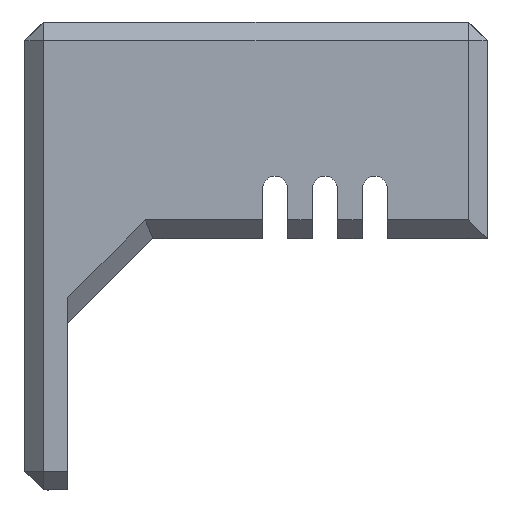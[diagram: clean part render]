
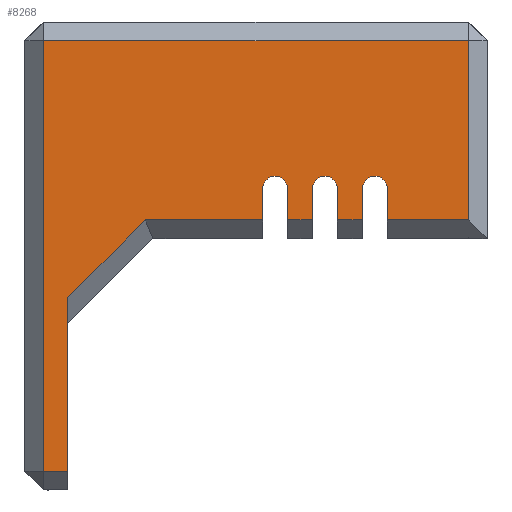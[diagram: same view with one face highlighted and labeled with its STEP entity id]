
A CAD part, left-side view. The second image highlights one B-rep face of the part: STEP entity #8268.
In plain terms, the highlighted planar face has unit normal (-1, 0, 0).
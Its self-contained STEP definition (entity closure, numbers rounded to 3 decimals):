
#410=LINE('',#12297,#1354);
#416=LINE('',#12311,#1360);
#422=LINE('',#12325,#1366);
#428=LINE('',#12339,#1372);
#434=LINE('',#12353,#1378);
#440=LINE('',#12367,#1384);
#507=LINE('',#12591,#1451);
#508=LINE('',#12593,#1452);
#509=LINE('',#12596,#1453);
#511=LINE('',#12599,#1455);
#808=LINE('',#13756,#1752);
#809=LINE('',#13758,#1753);
#810=LINE('',#13760,#1754);
#811=LINE('',#13762,#1755);
#812=LINE('',#13764,#1756);
#813=LINE('',#13765,#1757);
#1354=VECTOR('',#9691,10.);
#1360=VECTOR('',#9705,10.);
#1366=VECTOR('',#9719,10.);
#1372=VECTOR('',#9733,10.);
#1378=VECTOR('',#9747,10.);
#1384=VECTOR('',#9761,10.);
#1451=VECTOR('',#9846,10.);
#1452=VECTOR('',#9849,10.);
#1453=VECTOR('',#9852,10.);
#1455=VECTOR('',#9856,10.);
#1752=VECTOR('',#10451,10.);
#1753=VECTOR('',#10452,10.);
#1754=VECTOR('',#10453,10.);
#1755=VECTOR('',#10454,10.);
#1756=VECTOR('',#10455,10.);
#1757=VECTOR('',#10456,10.);
#2176=PLANE('',#8809);
#2543=FACE_OUTER_BOUND('',#2954,.T.);
#2954=EDGE_LOOP('',(#7035,#7036,#7037,#7038,#7039,#7040,#7041,#7042,#7043,
#7044,#7045,#7046,#7047,#7048,#7049,#7050,#7051,#7052,#7053));
#3300=CIRCLE('',#8631,2.);
#3302=CIRCLE('',#8639,2.);
#3304=CIRCLE('',#8647,2.);
#3731=VERTEX_POINT('',#12294);
#3732=VERTEX_POINT('',#12296);
#3735=VERTEX_POINT('',#12306);
#3736=VERTEX_POINT('',#12310);
#3739=VERTEX_POINT('',#12322);
#3740=VERTEX_POINT('',#12324);
#3743=VERTEX_POINT('',#12334);
#3744=VERTEX_POINT('',#12338);
#3747=VERTEX_POINT('',#12350);
#3748=VERTEX_POINT('',#12352);
#3751=VERTEX_POINT('',#12362);
#3752=VERTEX_POINT('',#12366);
#3825=VERTEX_POINT('',#12589);
#3826=VERTEX_POINT('',#12595);
#4052=VERTEX_POINT('',#13755);
#4053=VERTEX_POINT('',#13757);
#4054=VERTEX_POINT('',#13759);
#4055=VERTEX_POINT('',#13761);
#4056=VERTEX_POINT('',#13763);
#4649=EDGE_CURVE('',#3732,#3731,#410,.T.);
#4654=EDGE_CURVE('',#3735,#3732,#3300,.T.);
#4656=EDGE_CURVE('',#3736,#3735,#416,.T.);
#4663=EDGE_CURVE('',#3740,#3739,#422,.T.);
#4668=EDGE_CURVE('',#3743,#3740,#3302,.T.);
#4670=EDGE_CURVE('',#3744,#3743,#428,.T.);
#4677=EDGE_CURVE('',#3748,#3747,#434,.T.);
#4682=EDGE_CURVE('',#3751,#3748,#3304,.T.);
#4684=EDGE_CURVE('',#3752,#3751,#440,.T.);
#4767=EDGE_CURVE('',#3825,#3747,#507,.T.);
#4768=EDGE_CURVE('',#3752,#3739,#508,.T.);
#4769=EDGE_CURVE('',#3736,#3826,#509,.T.);
#4771=EDGE_CURVE('',#3744,#3731,#511,.T.);
#5148=EDGE_CURVE('',#4052,#3825,#808,.T.);
#5149=EDGE_CURVE('',#4053,#4052,#809,.T.);
#5150=EDGE_CURVE('',#4054,#4053,#810,.T.);
#5151=EDGE_CURVE('',#4055,#4054,#811,.T.);
#5152=EDGE_CURVE('',#4055,#4056,#812,.T.);
#5153=EDGE_CURVE('',#3826,#4056,#813,.T.);
#7035=ORIENTED_EDGE('',*,*,#4649,.T.);
#7036=ORIENTED_EDGE('',*,*,#4771,.F.);
#7037=ORIENTED_EDGE('',*,*,#4670,.T.);
#7038=ORIENTED_EDGE('',*,*,#4668,.T.);
#7039=ORIENTED_EDGE('',*,*,#4663,.T.);
#7040=ORIENTED_EDGE('',*,*,#4768,.F.);
#7041=ORIENTED_EDGE('',*,*,#4684,.T.);
#7042=ORIENTED_EDGE('',*,*,#4682,.T.);
#7043=ORIENTED_EDGE('',*,*,#4677,.T.);
#7044=ORIENTED_EDGE('',*,*,#4767,.F.);
#7045=ORIENTED_EDGE('',*,*,#5148,.F.);
#7046=ORIENTED_EDGE('',*,*,#5149,.F.);
#7047=ORIENTED_EDGE('',*,*,#5150,.F.);
#7048=ORIENTED_EDGE('',*,*,#5151,.F.);
#7049=ORIENTED_EDGE('',*,*,#5152,.T.);
#7050=ORIENTED_EDGE('',*,*,#5153,.F.);
#7051=ORIENTED_EDGE('',*,*,#4769,.F.);
#7052=ORIENTED_EDGE('',*,*,#4656,.T.);
#7053=ORIENTED_EDGE('',*,*,#4654,.T.);
#8268=ADVANCED_FACE('',(#2543),#2176,.T.);
#8631=AXIS2_PLACEMENT_3D('',#12307,#9700,#9701);
#8639=AXIS2_PLACEMENT_3D('',#12335,#9728,#9729);
#8647=AXIS2_PLACEMENT_3D('',#12363,#9756,#9757);
#8809=AXIS2_PLACEMENT_3D('',#13754,#10449,#10450);
#9691=DIRECTION('',(0.,0.,-1.));
#9700=DIRECTION('center_axis',(1.,0.,0.));
#9701=DIRECTION('ref_axis',(0.,0.,-1.));
#9705=DIRECTION('',(0.,0.,1.));
#9719=DIRECTION('',(0.,0.,-1.));
#9728=DIRECTION('center_axis',(1.,0.,0.));
#9729=DIRECTION('ref_axis',(0.,0.,-1.));
#9733=DIRECTION('',(0.,0.,1.));
#9747=DIRECTION('',(0.,0.,-1.));
#9756=DIRECTION('center_axis',(1.,0.,0.));
#9757=DIRECTION('ref_axis',(0.,0.,-1.));
#9761=DIRECTION('',(0.,0.,1.));
#9846=DIRECTION('',(0.,1.,0.));
#9849=DIRECTION('',(0.,1.,0.));
#9852=DIRECTION('',(0.,1.,0.));
#9856=DIRECTION('',(0.,1.,0.));
#10449=DIRECTION('center_axis',(-1.,0.,0.));
#10450=DIRECTION('ref_axis',(0.,0.,1.));
#10451=DIRECTION('',(0.,0.,-1.));
#10452=DIRECTION('',(0.,-1.,0.));
#10453=DIRECTION('',(0.,0.,1.));
#10454=DIRECTION('',(0.,1.,0.));
#10455=DIRECTION('',(0.,0.,1.));
#10456=DIRECTION('',(0.,0.707,-0.707));
#12294=CARTESIAN_POINT('',(-23.228,-11.272,35.782));
#12296=CARTESIAN_POINT('',(-23.228,-11.272,40.782));
#12297=CARTESIAN_POINT('',(-23.228,-11.272,31.391));
#12306=CARTESIAN_POINT('',(-23.228,-7.272,40.782));
#12307=CARTESIAN_POINT('Origin',(-23.228,-9.272,40.782));
#12310=CARTESIAN_POINT('',(-23.228,-7.272,35.782));
#12311=CARTESIAN_POINT('',(-23.228,-7.272,35.391));
#12322=CARTESIAN_POINT('',(-23.228,-19.272,35.782));
#12324=CARTESIAN_POINT('',(-23.228,-19.272,40.782));
#12325=CARTESIAN_POINT('',(-23.228,-19.272,31.391));
#12334=CARTESIAN_POINT('',(-23.228,-15.272,40.782));
#12335=CARTESIAN_POINT('Origin',(-23.228,-17.272,40.782));
#12338=CARTESIAN_POINT('',(-23.228,-15.272,35.782));
#12339=CARTESIAN_POINT('',(-23.228,-15.272,35.391));
#12350=CARTESIAN_POINT('',(-23.228,-27.272,35.782));
#12352=CARTESIAN_POINT('',(-23.228,-27.272,40.782));
#12353=CARTESIAN_POINT('',(-23.228,-27.272,31.391));
#12362=CARTESIAN_POINT('',(-23.228,-23.272,40.782));
#12363=CARTESIAN_POINT('Origin',(-23.228,-25.272,40.782));
#12366=CARTESIAN_POINT('',(-23.228,-23.272,35.782));
#12367=CARTESIAN_POINT('',(-23.228,-23.272,35.391));
#12589=CARTESIAN_POINT('',(-23.228,-40.272,35.782));
#12591=CARTESIAN_POINT('',(-23.228,-24.747,35.782));
#12593=CARTESIAN_POINT('',(-23.228,-24.747,35.782));
#12595=CARTESIAN_POINT('',(-23.228,11.539,35.782));
#12596=CARTESIAN_POINT('',(-23.228,-24.747,35.782));
#12599=CARTESIAN_POINT('',(-23.228,-24.747,35.782));
#13754=CARTESIAN_POINT('Origin',(-23.228,-6.222,30.));
#13755=CARTESIAN_POINT('',(-23.228,-40.272,64.5));
#13756=CARTESIAN_POINT('',(-23.228,-40.272,11.25));
#13757=CARTESIAN_POINT('',(-23.228,27.828,64.5));
#13758=CARTESIAN_POINT('',(-23.228,-24.747,64.5));
#13759=CARTESIAN_POINT('',(-23.228,27.828,-4.5));
#13760=CARTESIAN_POINT('',(-23.228,27.828,48.75));
#13761=CARTESIAN_POINT('',(-23.228,23.928,-4.5));
#13762=CARTESIAN_POINT('',(-23.228,12.303,-4.5));
#13763=CARTESIAN_POINT('',(-23.228,23.928,23.393));
#13764=CARTESIAN_POINT('',(-23.228,23.928,24.575));
#13765=CARTESIAN_POINT('',(-23.228,8.983,38.337));
